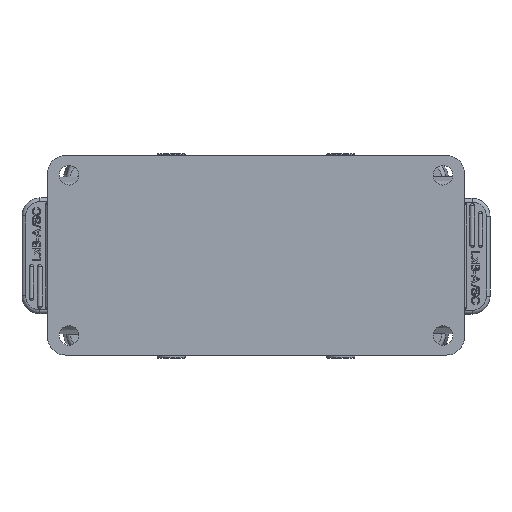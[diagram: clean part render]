
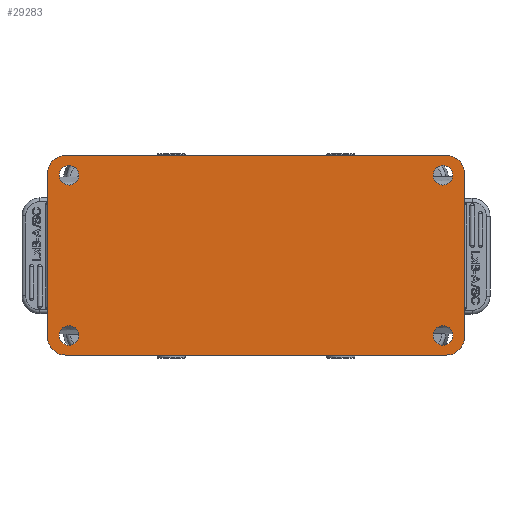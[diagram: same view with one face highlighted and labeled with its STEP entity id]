
A CAD part, front view. The second image highlights one B-rep face of the part: STEP entity #29283.
In plain terms, the highlighted planar face has unit normal (0, -1, 0).
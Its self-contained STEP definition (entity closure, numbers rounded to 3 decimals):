
#2902=DIRECTION('',(0.,0.,1.));
#2903=VECTOR('',#2902,46.);
#2904=CARTESIAN_POINT('',(118.,0.,
-22.82));
#2905=LINE('',#2904,#2903);
#2924=DIRECTION('',(-1.,0.,0.));
#2925=VECTOR('',#2924,107.);
#2926=CARTESIAN_POINT('',(113.,0.,
28.18));
#2927=LINE('',#2926,#2925);
#3201=CARTESIAN_POINT('',(113.,0.,
-22.82));
#3202=DIRECTION('',(0.,1.,0.));
#3203=DIRECTION('',(1.,0.,0.));
#3204=AXIS2_PLACEMENT_3D('',#3201,#3202,#3203);
#3206=DIRECTION('',(-1.,0.,0.));
#3207=VECTOR('',#3206,107.);
#3208=CARTESIAN_POINT('',(113.,0.,
-27.82));
#3209=LINE('',#3208,#3207);
#3210=CARTESIAN_POINT('',(6.,0.,
-22.82));
#3211=DIRECTION('',(0.,1.,0.));
#3212=DIRECTION('',(0.,0.,-1.));
#3213=AXIS2_PLACEMENT_3D('',#3210,#3211,#3212);
#3215=CARTESIAN_POINT('',(6.,0.,
23.18));
#3216=DIRECTION('',(0.,1.,0.));
#3217=DIRECTION('',(-1.,0.,0.));
#3218=AXIS2_PLACEMENT_3D('',#3215,#3216,#3217);
#3220=CARTESIAN_POINT('',(113.,0.,
23.18));
#3221=DIRECTION('',(0.,1.,0.));
#3222=DIRECTION('',(0.,0.,1.));
#3223=AXIS2_PLACEMENT_3D('',#3220,#3221,#3222);
#3225=CARTESIAN_POINT('',(7.,0.,
22.68));
#3226=DIRECTION('',(0.,-1.,0.));
#3227=DIRECTION('',(0.,0.,1.));
#3228=AXIS2_PLACEMENT_3D('',#3225,#3226,#3227);
#3230=CARTESIAN_POINT('',(7.,0.,
22.68));
#3231=DIRECTION('',(0.,-1.,0.));
#3232=DIRECTION('',(0.,0.,-1.));
#3233=AXIS2_PLACEMENT_3D('',#3230,#3231,#3232);
#3235=CARTESIAN_POINT('',(7.,0.,
-22.32));
#3236=DIRECTION('',(0.,-1.,0.));
#3237=DIRECTION('',(0.,0.,1.));
#3238=AXIS2_PLACEMENT_3D('',#3235,#3236,#3237);
#3240=CARTESIAN_POINT('',(7.,0.,
-22.32));
#3241=DIRECTION('',(0.,-1.,0.));
#3242=DIRECTION('',(0.,0.,-1.));
#3243=AXIS2_PLACEMENT_3D('',#3240,#3241,#3242);
#3245=CARTESIAN_POINT('',(112.,0.,
-22.32));
#3246=DIRECTION('',(0.,-1.,0.));
#3247=DIRECTION('',(0.,0.,1.));
#3248=AXIS2_PLACEMENT_3D('',#3245,#3246,#3247);
#3250=CARTESIAN_POINT('',(112.,0.,
-22.32));
#3251=DIRECTION('',(0.,-1.,0.));
#3252=DIRECTION('',(0.,0.,-1.));
#3253=AXIS2_PLACEMENT_3D('',#3250,#3251,#3252);
#3255=CARTESIAN_POINT('',(112.,0.,
22.68));
#3256=DIRECTION('',(0.,-1.,0.));
#3257=DIRECTION('',(0.,0.,1.));
#3258=AXIS2_PLACEMENT_3D('',#3255,#3256,#3257);
#3260=CARTESIAN_POINT('',(112.,0.,
22.68));
#3261=DIRECTION('',(0.,-1.,0.));
#3262=DIRECTION('',(0.,0.,-1.));
#3263=AXIS2_PLACEMENT_3D('',#3260,#3261,#3262);
#5796=DIRECTION('',(0.,0.,-1.));
#5797=VECTOR('',#5796,46.);
#5798=CARTESIAN_POINT('',(1.,0.,
23.18));
#5799=LINE('',#5798,#5797);
#20822=CARTESIAN_POINT('',(118.,0.,
23.18));
#20824=VERTEX_POINT('',#20822);
#20845=CARTESIAN_POINT('',(118.,0.,
-22.82));
#20846=VERTEX_POINT('',#20845);
#20847=CARTESIAN_POINT('',(113.,0.,
28.18));
#20849=VERTEX_POINT('',#20847);
#20853=CARTESIAN_POINT('',(6.,0.,
28.18));
#20854=VERTEX_POINT('',#20853);
#20889=CARTESIAN_POINT('',(112.,0.,
25.43));
#20890=CARTESIAN_POINT('',(112.,0.,
19.93));
#20891=VERTEX_POINT('',#20889);
#20892=VERTEX_POINT('',#20890);
#20893=CARTESIAN_POINT('',(113.,0.,
-27.82));
#20894=VERTEX_POINT('',#20893);
#20895=CARTESIAN_POINT('',(6.,0.,
-27.82));
#20896=VERTEX_POINT('',#20895);
#20897=CARTESIAN_POINT('',(1.,0.,
-22.82));
#20898=VERTEX_POINT('',#20897);
#20899=CARTESIAN_POINT('',(1.,0.,
23.18));
#20900=VERTEX_POINT('',#20899);
#20901=CARTESIAN_POINT('',(7.,0.,
25.43));
#20902=CARTESIAN_POINT('',(7.,0.,
19.93));
#20903=VERTEX_POINT('',#20901);
#20904=VERTEX_POINT('',#20902);
#20905=CARTESIAN_POINT('',(7.,0.,
-19.57));
#20906=CARTESIAN_POINT('',(7.,0.,
-25.07));
#20907=VERTEX_POINT('',#20905);
#20908=VERTEX_POINT('',#20906);
#20909=CARTESIAN_POINT('',(112.,0.,
-19.57));
#20910=CARTESIAN_POINT('',(112.,0.,
-25.07));
#20911=VERTEX_POINT('',#20909);
#20912=VERTEX_POINT('',#20910);
#29240=CARTESIAN_POINT('',(59.5,0.,
0.18));
#29241=DIRECTION('',(0.,1.,0.));
#29242=DIRECTION('',(0.,0.,1.));
#29243=AXIS2_PLACEMENT_3D('',#29240,#29241,#29242);
#29244=PLANE('',#29243);
#29245=ORIENTED_EDGE('',*,*,#28362,.F.);
#29247=ORIENTED_EDGE('',*,*,#29246,.T.);
#29249=ORIENTED_EDGE('',*,*,#29248,.T.);
#29251=ORIENTED_EDGE('',*,*,#29250,.T.);
#29253=ORIENTED_EDGE('',*,*,#29252,.F.);
#29255=ORIENTED_EDGE('',*,*,#29254,.T.);
#29256=ORIENTED_EDGE('',*,*,#28396,.F.);
#29257=ORIENTED_EDGE('',*,*,#28383,.T.);
#29258=EDGE_LOOP('',(#29245,#29247,#29249,#29251,#29253,#29255,#29256,#29257));
#29259=FACE_OUTER_BOUND('',#29258,.F.);
#29261=ORIENTED_EDGE('',*,*,#29260,.T.);
#29263=ORIENTED_EDGE('',*,*,#29262,.T.);
#29264=EDGE_LOOP('',(#29261,#29263));
#29265=FACE_BOUND('',#29264,.F.);
#29267=ORIENTED_EDGE('',*,*,#29266,.T.);
#29269=ORIENTED_EDGE('',*,*,#29268,.T.);
#29270=EDGE_LOOP('',(#29267,#29269));
#29271=FACE_BOUND('',#29270,.F.);
#29273=ORIENTED_EDGE('',*,*,#29272,.T.);
#29275=ORIENTED_EDGE('',*,*,#29274,.T.);
#29276=EDGE_LOOP('',(#29273,#29275));
#29277=FACE_BOUND('',#29276,.F.);
#29278=ORIENTED_EDGE('',*,*,#29230,.T.);
#29280=ORIENTED_EDGE('',*,*,#29279,.T.);
#29281=EDGE_LOOP('',(#29278,#29280));
#29282=FACE_BOUND('',#29281,.F.);
#3205=CIRCLE('',#3204,5.);
#3214=CIRCLE('',#3213,5.);
#3219=CIRCLE('',#3218,5.);
#3224=CIRCLE('',#3223,5.);
#3229=CIRCLE('',#3228,2.75);
#3234=CIRCLE('',#3233,2.75);
#3239=CIRCLE('',#3238,2.75);
#3244=CIRCLE('',#3243,2.75);
#3249=CIRCLE('',#3248,2.75);
#3254=CIRCLE('',#3253,2.75);
#3259=CIRCLE('',#3258,2.75);
#3264=CIRCLE('',#3263,2.75);
#28362=EDGE_CURVE('',#20846,#20824,#2905,.T.);
#28383=EDGE_CURVE('',#20849,#20824,#3224,.T.);
#28396=EDGE_CURVE('',#20849,#20854,#2927,.T.);
#29230=EDGE_CURVE('',#20891,#20892,#3259,.T.);
#29246=EDGE_CURVE('',#20846,#20894,#3205,.T.);
#29248=EDGE_CURVE('',#20894,#20896,#3209,.T.);
#29250=EDGE_CURVE('',#20896,#20898,#3214,.T.);
#29252=EDGE_CURVE('',#20900,#20898,#5799,.T.);
#29254=EDGE_CURVE('',#20900,#20854,#3219,.T.);
#29260=EDGE_CURVE('',#20903,#20904,#3229,.T.);
#29262=EDGE_CURVE('',#20904,#20903,#3234,.T.);
#29266=EDGE_CURVE('',#20907,#20908,#3239,.T.);
#29268=EDGE_CURVE('',#20908,#20907,#3244,.T.);
#29272=EDGE_CURVE('',#20911,#20912,#3249,.T.);
#29274=EDGE_CURVE('',#20912,#20911,#3254,.T.);
#29279=EDGE_CURVE('',#20892,#20891,#3264,.T.);
#29283=ADVANCED_FACE('',(#29259,#29265,#29271,#29277,#29282),#29244,.F.);
